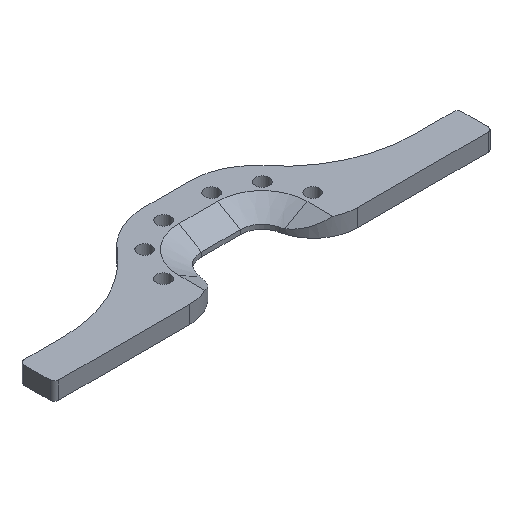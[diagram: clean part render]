
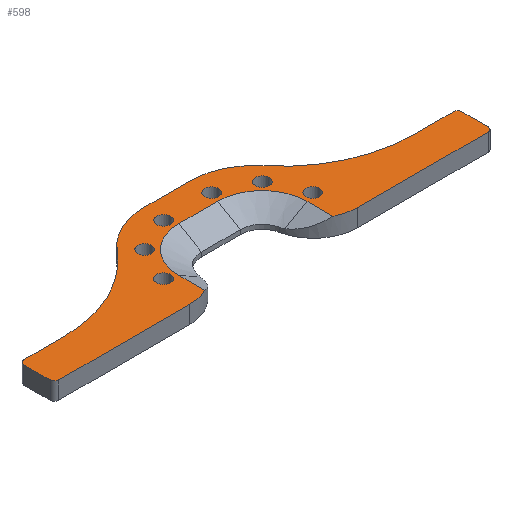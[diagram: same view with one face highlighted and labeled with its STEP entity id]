
A CAD part, isometric view. The second image highlights one B-rep face of the part: STEP entity #598.
In plain terms, the highlighted planar face has unit normal (0, 0, 1).
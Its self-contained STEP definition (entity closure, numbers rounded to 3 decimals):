
#44=LINE('',#922,#87);
#45=LINE('',#927,#88);
#46=LINE('',#931,#89);
#47=LINE('',#935,#90);
#48=LINE('',#939,#91);
#49=LINE('',#943,#92);
#50=LINE('',#947,#93);
#51=LINE('',#953,#94);
#52=LINE('',#959,#95);
#53=LINE('',#963,#96);
#87=VECTOR('',#733,1000.);
#88=VECTOR('',#736,1000.);
#89=VECTOR('',#739,1000.);
#90=VECTOR('',#742,1000.);
#91=VECTOR('',#745,1000.);
#92=VECTOR('',#748,1000.);
#93=VECTOR('',#751,1000.);
#94=VECTOR('',#756,1000.);
#95=VECTOR('',#761,1000.);
#96=VECTOR('',#764,1000.);
#130=ORIENTED_EDGE('',*,*,#300,.F.);
#131=ORIENTED_EDGE('',*,*,#301,.F.);
#132=ORIENTED_EDGE('',*,*,#302,.T.);
#133=ORIENTED_EDGE('',*,*,#303,.T.);
#134=ORIENTED_EDGE('',*,*,#304,.T.);
#135=ORIENTED_EDGE('',*,*,#305,.T.);
#136=ORIENTED_EDGE('',*,*,#306,.T.);
#137=ORIENTED_EDGE('',*,*,#307,.T.);
#138=ORIENTED_EDGE('',*,*,#308,.T.);
#139=ORIENTED_EDGE('',*,*,#309,.T.);
#140=ORIENTED_EDGE('',*,*,#310,.T.);
#141=ORIENTED_EDGE('',*,*,#311,.F.);
#142=ORIENTED_EDGE('',*,*,#312,.F.);
#143=ORIENTED_EDGE('',*,*,#313,.T.);
#144=ORIENTED_EDGE('',*,*,#314,.F.);
#145=ORIENTED_EDGE('',*,*,#315,.F.);
#146=ORIENTED_EDGE('',*,*,#316,.F.);
#147=ORIENTED_EDGE('',*,*,#317,.F.);
#148=ORIENTED_EDGE('',*,*,#318,.F.);
#149=ORIENTED_EDGE('',*,*,#319,.T.);
#150=ORIENTED_EDGE('',*,*,#320,.T.);
#151=ORIENTED_EDGE('',*,*,#321,.F.);
#152=ORIENTED_EDGE('',*,*,#322,.F.);
#153=ORIENTED_EDGE('',*,*,#323,.T.);
#154=ORIENTED_EDGE('',*,*,#324,.T.);
#155=ORIENTED_EDGE('',*,*,#325,.T.);
#156=ORIENTED_EDGE('',*,*,#326,.T.);
#157=ORIENTED_EDGE('',*,*,#327,.T.);
#300=EDGE_CURVE('',#385,#385,#445,.F.);
#301=EDGE_CURVE('',#386,#386,#446,.F.);
#302=EDGE_CURVE('',#387,#387,#447,.T.);
#303=EDGE_CURVE('',#388,#388,#448,.T.);
#304=EDGE_CURVE('',#389,#389,#449,.T.);
#305=EDGE_CURVE('',#390,#390,#450,.T.);
#306=EDGE_CURVE('',#391,#392,#44,.T.);
#307=EDGE_CURVE('',#392,#393,#451,.F.);
#308=EDGE_CURVE('',#393,#394,#45,.T.);
#309=EDGE_CURVE('',#394,#395,#452,.T.);
#310=EDGE_CURVE('',#395,#396,#46,.T.);
#311=EDGE_CURVE('',#397,#396,#453,.T.);
#312=EDGE_CURVE('',#398,#397,#47,.T.);
#313=EDGE_CURVE('',#398,#399,#454,.F.);
#314=EDGE_CURVE('',#400,#399,#48,.T.);
#315=EDGE_CURVE('',#401,#400,#455,.F.);
#316=EDGE_CURVE('',#402,#401,#49,.T.);
#317=EDGE_CURVE('',#403,#402,#456,.F.);
#318=EDGE_CURVE('',#404,#403,#50,.T.);
#319=EDGE_CURVE('',#404,#405,#457,.T.);
#320=EDGE_CURVE('',#405,#406,#458,.F.);
#321=EDGE_CURVE('',#407,#406,#51,.T.);
#322=EDGE_CURVE('',#408,#407,#459,.T.);
#323=EDGE_CURVE('',#408,#409,#460,.T.);
#324=EDGE_CURVE('',#409,#410,#52,.T.);
#325=EDGE_CURVE('',#410,#411,#461,.F.);
#326=EDGE_CURVE('',#411,#412,#53,.T.);
#327=EDGE_CURVE('',#412,#391,#462,.F.);
#385=VERTEX_POINT('',#911);
#386=VERTEX_POINT('',#913);
#387=VERTEX_POINT('',#915);
#388=VERTEX_POINT('',#917);
#389=VERTEX_POINT('',#919);
#390=VERTEX_POINT('',#921);
#391=VERTEX_POINT('',#923);
#392=VERTEX_POINT('',#924);
#393=VERTEX_POINT('',#926);
#394=VERTEX_POINT('',#928);
#395=VERTEX_POINT('',#930);
#396=VERTEX_POINT('',#932);
#397=VERTEX_POINT('',#934);
#398=VERTEX_POINT('',#936);
#399=VERTEX_POINT('',#938);
#400=VERTEX_POINT('',#940);
#401=VERTEX_POINT('',#942);
#402=VERTEX_POINT('',#944);
#403=VERTEX_POINT('',#946);
#404=VERTEX_POINT('',#948);
#405=VERTEX_POINT('',#950);
#406=VERTEX_POINT('',#952);
#407=VERTEX_POINT('',#954);
#408=VERTEX_POINT('',#956);
#409=VERTEX_POINT('',#958);
#410=VERTEX_POINT('',#960);
#411=VERTEX_POINT('',#962);
#412=VERTEX_POINT('',#964);
#445=CIRCLE('',#645,0.8);
#446=CIRCLE('',#646,0.8);
#447=CIRCLE('',#647,0.8);
#448=CIRCLE('',#648,0.8);
#449=CIRCLE('',#649,0.8);
#450=CIRCLE('',#650,0.8);
#451=CIRCLE('',#651,5.);
#452=CIRCLE('',#652,5.098);
#453=CIRCLE('',#653,5.098);
#454=CIRCLE('',#654,5.);
#455=CIRCLE('',#655,0.5);
#456=CIRCLE('',#656,0.5);
#457=CIRCLE('',#657,15.);
#458=CIRCLE('',#658,7.5);
#459=CIRCLE('',#659,7.5);
#460=CIRCLE('',#660,15.);
#461=CIRCLE('',#661,0.5);
#462=CIRCLE('',#662,0.5);
#483=EDGE_LOOP('',(#130));
#484=EDGE_LOOP('',(#131));
#485=EDGE_LOOP('',(#132));
#486=EDGE_LOOP('',(#133));
#487=EDGE_LOOP('',(#134));
#488=EDGE_LOOP('',(#135));
#489=EDGE_LOOP('',(#136,#137,#138,#139,#140,#141,#142,#143,#144,#145,#146,
#147,#148,#149,#150,#151,#152,#153,#154,#155,#156,#157));
#534=FACE_BOUND('',#483,.T.);
#535=FACE_BOUND('',#484,.T.);
#536=FACE_BOUND('',#485,.T.);
#537=FACE_BOUND('',#486,.T.);
#538=FACE_BOUND('',#487,.T.);
#539=FACE_BOUND('',#488,.T.);
#540=FACE_BOUND('',#489,.T.);
#585=PLANE('',#644);
#598=ADVANCED_FACE('',(#534,#535,#536,#537,#538,#539,#540),#585,.F.);
#644=AXIS2_PLACEMENT_3D('',#909,#719,#720);
#645=AXIS2_PLACEMENT_3D('',#910,#721,#722);
#646=AXIS2_PLACEMENT_3D('',#912,#723,#724);
#647=AXIS2_PLACEMENT_3D('',#914,#725,#726);
#648=AXIS2_PLACEMENT_3D('',#916,#727,#728);
#649=AXIS2_PLACEMENT_3D('',#918,#729,#730);
#650=AXIS2_PLACEMENT_3D('',#920,#731,#732);
#651=AXIS2_PLACEMENT_3D('',#925,#734,#735);
#652=AXIS2_PLACEMENT_3D('',#929,#737,#738);
#653=AXIS2_PLACEMENT_3D('',#933,#740,#741);
#654=AXIS2_PLACEMENT_3D('',#937,#743,#744);
#655=AXIS2_PLACEMENT_3D('',#941,#746,#747);
#656=AXIS2_PLACEMENT_3D('',#945,#749,#750);
#657=AXIS2_PLACEMENT_3D('',#949,#752,#753);
#658=AXIS2_PLACEMENT_3D('',#951,#754,#755);
#659=AXIS2_PLACEMENT_3D('',#955,#757,#758);
#660=AXIS2_PLACEMENT_3D('',#957,#759,#760);
#661=AXIS2_PLACEMENT_3D('',#961,#762,#763);
#662=AXIS2_PLACEMENT_3D('',#965,#765,#766);
#719=DIRECTION('',(0.,0.,-1.));
#720=DIRECTION('',(-1.,0.,0.));
#721=DIRECTION('',(0.,0.,-1.));
#722=DIRECTION('',(-1.,0.,0.));
#723=DIRECTION('',(0.,0.,-1.));
#724=DIRECTION('',(-1.,0.,0.));
#725=DIRECTION('',(0.,0.,-1.));
#726=DIRECTION('',(-1.,0.,0.));
#727=DIRECTION('',(0.,0.,-1.));
#728=DIRECTION('',(0.,-1.,0.));
#729=DIRECTION('',(0.,0.,-1.));
#730=DIRECTION('',(0.,-1.,0.));
#731=DIRECTION('',(0.,0.,-1.));
#732=DIRECTION('',(0.,-1.,0.));
#733=DIRECTION('',(1.,0.,0.));
#734=DIRECTION('',(0.,0.,-1.));
#735=DIRECTION('',(-1.,0.,0.));
#736=DIRECTION('',(-0.001,1.,0.));
#737=DIRECTION('',(0.,0.,-1.));
#738=DIRECTION('',(-1.,-0.001,0.));
#739=DIRECTION('',(1.,0.,0.));
#740=DIRECTION('',(0.,0.,1.));
#741=DIRECTION('',(1.,-0.001,0.));
#742=DIRECTION('',(0.001,1.,0.));
#743=DIRECTION('',(0.,0.,-1.));
#744=DIRECTION('',(-1.,0.,0.));
#745=DIRECTION('',(-1.,0.,0.));
#746=DIRECTION('',(0.,0.,1.));
#747=DIRECTION('',(1.,0.,0.));
#748=DIRECTION('',(0.,-1.,0.));
#749=DIRECTION('',(0.,0.,1.));
#750=DIRECTION('',(1.,0.,0.));
#751=DIRECTION('',(1.,0.,0.));
#752=DIRECTION('',(0.,0.,-1.));
#753=DIRECTION('',(-1.,0.,0.));
#754=DIRECTION('',(0.,0.,-1.));
#755=DIRECTION('',(-1.,0.,0.));
#756=DIRECTION('',(1.,0.,0.));
#757=DIRECTION('',(0.,0.,-1.));
#758=DIRECTION('',(-1.,0.,0.));
#759=DIRECTION('',(0.,0.,-1.));
#760=DIRECTION('',(-1.,0.,0.));
#761=DIRECTION('',(-1.,0.,0.));
#762=DIRECTION('',(0.,0.,-1.));
#763=DIRECTION('',(-1.,0.,0.));
#764=DIRECTION('',(0.,-1.,0.));
#765=DIRECTION('',(0.,0.,-1.));
#766=DIRECTION('',(-1.,0.,0.));
#909=CARTESIAN_POINT('',(0.,0.,2.));
#910=CARTESIAN_POINT('',(8.542,2.039,2.));
#911=CARTESIAN_POINT('',(7.742,2.039,2.));
#912=CARTESIAN_POINT('',(6.732,5.999,2.));
#913=CARTESIAN_POINT('',(5.932,5.999,2.));
#914=CARTESIAN_POINT('',(2.769,7.804,2.));
#915=CARTESIAN_POINT('',(1.969,7.804,2.));
#916=CARTESIAN_POINT('',(-2.731,7.804,2.));
#917=CARTESIAN_POINT('',(-2.731,7.004,2.));
#918=CARTESIAN_POINT('',(-6.693,5.999,2.));
#919=CARTESIAN_POINT('',(-6.693,5.199,2.));
#920=CARTESIAN_POINT('',(-8.503,2.039,2.));
#921=CARTESIAN_POINT('',(-8.503,1.239,2.));
#922=CARTESIAN_POINT('',(-6.14,-2.,2.));
#923=CARTESIAN_POINT('',(-24.5,-2.,2.));
#924=CARTESIAN_POINT('',(-9.552,-2.,2.));
#925=CARTESIAN_POINT('',(-9.552,3.,2.));
#926=CARTESIAN_POINT('',(-7.297,-1.462,2.));
#927=CARTESIAN_POINT('',(-7.295,-3.35,2.));
#928=CARTESIAN_POINT('',(-7.301,1.497,2.));
#929=CARTESIAN_POINT('',(-2.203,1.504,2.));
#930=CARTESIAN_POINT('',(-2.203,6.602,2.));
#931=CARTESIAN_POINT('',(-3.689,6.602,2.));
#932=CARTESIAN_POINT('',(2.242,6.602,2.));
#933=CARTESIAN_POINT('',(2.242,1.504,2.));
#934=CARTESIAN_POINT('',(7.34,1.497,2.));
#935=CARTESIAN_POINT('',(7.333,-3.35,2.));
#936=CARTESIAN_POINT('',(7.336,-1.462,2.));
#937=CARTESIAN_POINT('',(9.591,3.,2.));
#938=CARTESIAN_POINT('',(9.591,-2.,2.));
#939=CARTESIAN_POINT('',(6.179,-2.,2.));
#940=CARTESIAN_POINT('',(24.539,-2.,2.));
#941=CARTESIAN_POINT('',(24.539,-1.5,2.));
#942=CARTESIAN_POINT('',(25.039,-1.5,2.));
#943=CARTESIAN_POINT('',(25.039,-2.,2.));
#944=CARTESIAN_POINT('',(25.039,1.5,2.));
#945=CARTESIAN_POINT('',(24.539,1.5,2.));
#946=CARTESIAN_POINT('',(24.539,2.,2.));
#947=CARTESIAN_POINT('',(14.439,2.,2.));
#948=CARTESIAN_POINT('',(19.989,2.,2.));
#949=CARTESIAN_POINT('',(19.989,17.,2.));
#950=CARTESIAN_POINT('',(8.406,7.469,2.));
#951=CARTESIAN_POINT('',(2.614,2.704,2.));
#952=CARTESIAN_POINT('',(2.614,10.204,2.));
#953=CARTESIAN_POINT('',(-4.489,10.204,2.));
#954=CARTESIAN_POINT('',(-2.576,10.204,2.));
#955=CARTESIAN_POINT('',(-2.576,2.704,2.));
#956=CARTESIAN_POINT('',(-8.367,7.469,2.));
#957=CARTESIAN_POINT('',(-19.95,17.,2.));
#958=CARTESIAN_POINT('',(-19.95,2.,2.));
#959=CARTESIAN_POINT('',(-14.4,2.,2.));
#960=CARTESIAN_POINT('',(-24.5,2.,2.));
#961=CARTESIAN_POINT('',(-24.5,1.5,2.));
#962=CARTESIAN_POINT('',(-25.,1.5,2.));
#963=CARTESIAN_POINT('',(-25.,-2.,2.));
#964=CARTESIAN_POINT('',(-25.,-1.5,2.));
#965=CARTESIAN_POINT('',(-24.5,-1.5,2.));
